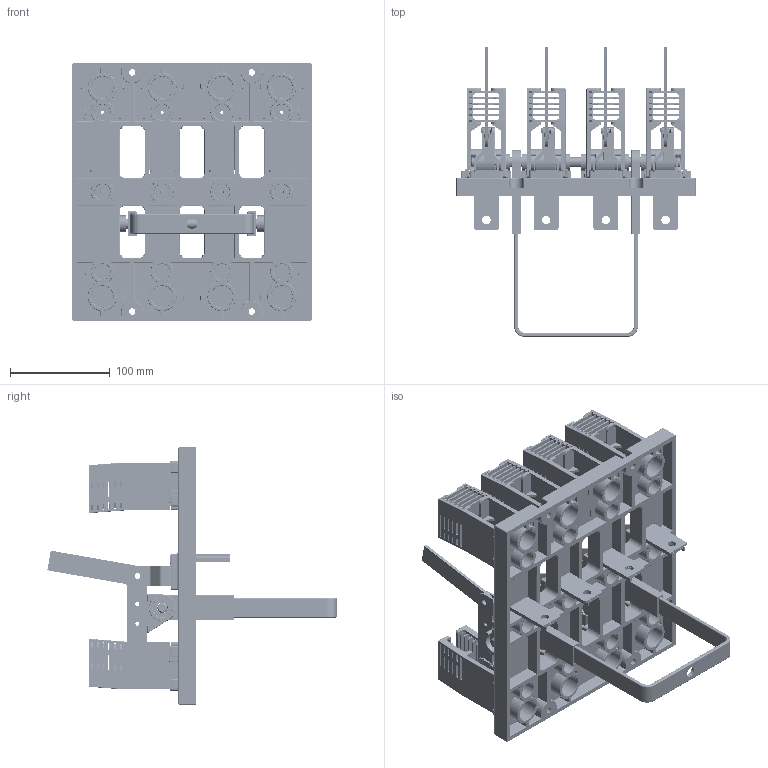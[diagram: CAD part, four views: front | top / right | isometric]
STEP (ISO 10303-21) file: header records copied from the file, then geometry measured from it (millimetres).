
FILE_DESCRIPTION((''),'2;1');
FILE_NAME('ASM0001_ASM','2024-05-23T',('Administrator'),(''),'PRO/ENGINEER BY PARAMETRIC TECHNOLOGY CORPORATION, 2009440','PRO/ENGINEER BY PARAMETRIC TECHNOLOGY CORPORATION, 2009440','');
FILE_SCHEMA(('CONFIG_CONTROL_DESIGN'));
Products named in the file (14): DIBAN; CHUTOUDIANBAN; HOUCHUTOU; QIANCHUTOU; CHUTOU; JUEYUANJIAN; ZHOU10; ZHUTAO; JUANYUANTAO; LAGAN; GEHUBAN; MIEHUPIAN; MIEHUSHI_ASM; ASM0001_ASM
Assembly tree (50 placements, depth 3):
  ASM0001_ASM
    DIBAN
    CHUTOUDIANBAN  x4
    HOUCHUTOU  x4
    QIANCHUTOU  x8
    CHUTOU  x4
    JUEYUANJIAN  x4
    ZHOU10
    ZHUTAO  x6
    JUANYUANTAO  x2
    LAGAN
    MIEHUSHI_ASM  x8
      GEHUBAN
      MIEHUPIAN
Bounding box: 240 x 290.37 x 258 mm (x, y, z)
Volume: 1214808.2 mm3; surface area: 804277.3 mm2
Topology: 99 solids, 99 shells, 7639 faces, 20748 edges, 13116 vertices
Faces by surface type: plane 4065, cylinder 2546, torus 583, bspline 249, sphere 188, extrusion 4, cone 4
Entity records: 97610 total; most frequent: CARTESIAN_POINT 21421, DIRECTION 16395, ORIENTED_EDGE 15668, EDGE_CURVE 7834, AXIS2_PLACEMENT_3D 5892, VERTEX_POINT 4836, VECTOR 4611, LINE 4607
